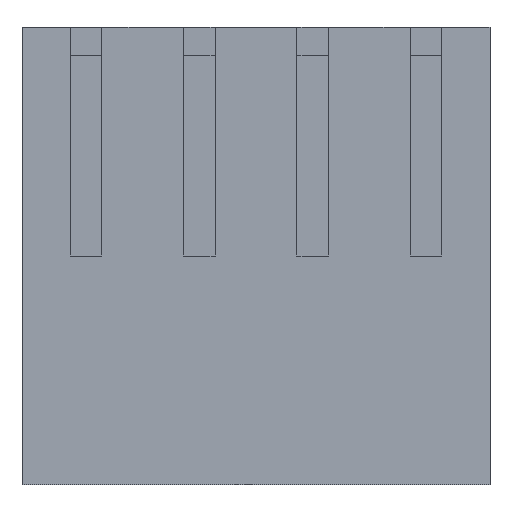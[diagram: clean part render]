
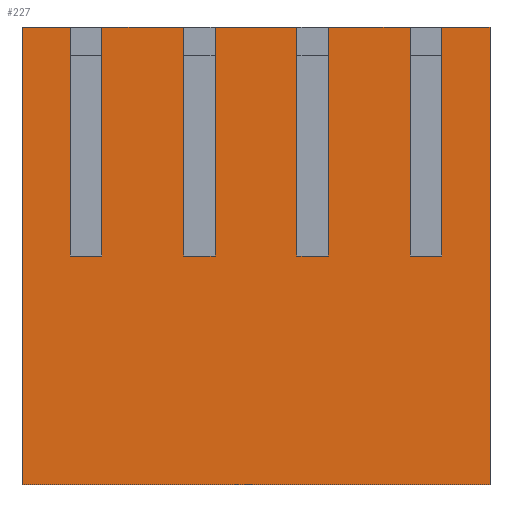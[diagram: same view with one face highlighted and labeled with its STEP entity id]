
A CAD part, front view. The second image highlights one B-rep face of the part: STEP entity #227.
In plain terms, the highlighted planar face has unit normal (0, -1, 0).
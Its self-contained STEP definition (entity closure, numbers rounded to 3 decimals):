
#227 = ADVANCED_FACE( '', ( #534 ), #535, .F. );
#534 = FACE_OUTER_BOUND( '', #932, .T. );
#535 = PLANE( '', #933 );
#932 = EDGE_LOOP( '', ( #1469, #1470, #1471, #1472, #1473, #1474, #1475, #1476, #1477, #1478, #1479, #1480, #1481, #1482, #1483, #1484, #1485, #1486, #1487, #1488 ) );
#933 = AXIS2_PLACEMENT_3D( '', #1489, #1490, #1491 );
#1469 = ORIENTED_EDGE( '', *, *, #2580, .F. );
#1470 = ORIENTED_EDGE( '', *, *, #2581, .T. );
#1471 = ORIENTED_EDGE( '', *, *, #2582, .T. );
#1472 = ORIENTED_EDGE( '', *, *, #2583, .T. );
#1473 = ORIENTED_EDGE( '', *, *, #2584, .F. );
#1474 = ORIENTED_EDGE( '', *, *, #2585, .F. );
#1475 = ORIENTED_EDGE( '', *, *, #2586, .T. );
#1476 = ORIENTED_EDGE( '', *, *, #2587, .F. );
#1477 = ORIENTED_EDGE( '', *, *, #2588, .F. );
#1478 = ORIENTED_EDGE( '', *, *, #2589, .T. );
#1479 = ORIENTED_EDGE( '', *, *, #2590, .T. );
#1480 = ORIENTED_EDGE( '', *, *, #2591, .F. );
#1481 = ORIENTED_EDGE( '', *, *, #2592, .F. );
#1482 = ORIENTED_EDGE( '', *, *, #2593, .T. );
#1483 = ORIENTED_EDGE( '', *, *, #2594, .T. );
#1484 = ORIENTED_EDGE( '', *, *, #2491, .F. );
#1485 = ORIENTED_EDGE( '', *, *, #2595, .F. );
#1486 = ORIENTED_EDGE( '', *, *, #2503, .T. );
#1487 = ORIENTED_EDGE( '', *, *, #2596, .T. );
#1488 = ORIENTED_EDGE( '', *, *, #2486, .F. );
#1489 = CARTESIAN_POINT( '', ( 8.175, -3.15, 9.35 ) );
#1490 = DIRECTION( '', ( 0., 1., 0. ) );
#1491 = DIRECTION( '', ( 0., 0., 1. ) );
#2486 = EDGE_CURVE( '', #3003, #2996, #3005, .T. );
#2491 = EDGE_CURVE( '', #3011, #3007, #3013, .T. );
#2503 = EDGE_CURVE( '', #3033, #3031, #3034, .T. );
#2580 = EDGE_CURVE( '', #3161, #3003, #3162, .T. );
#2581 = EDGE_CURVE( '', #3161, #3163, #3164, .T. );
#2582 = EDGE_CURVE( '', #3163, #3165, #3166, .T. );
#2583 = EDGE_CURVE( '', #3165, #3167, #3168, .T. );
#2584 = EDGE_CURVE( '', #3169, #3167, #3170, .T. );
#2585 = EDGE_CURVE( '', #3171, #3169, #3172, .T. );
#2586 = EDGE_CURVE( '', #3171, #3173, #3174, .T. );
#2587 = EDGE_CURVE( '', #3175, #3173, #3176, .T. );
#2588 = EDGE_CURVE( '', #3177, #3175, #3178, .T. );
#2589 = EDGE_CURVE( '', #3177, #3179, #3180, .T. );
#2590 = EDGE_CURVE( '', #3179, #3181, #3182, .T. );
#2591 = EDGE_CURVE( '', #3183, #3181, #3184, .T. );
#2592 = EDGE_CURVE( '', #3185, #3183, #3186, .T. );
#2593 = EDGE_CURVE( '', #3185, #3187, #3188, .T. );
#2594 = EDGE_CURVE( '', #3187, #3007, #3189, .T. );
#2595 = EDGE_CURVE( '', #3033, #3011, #3190, .T. );
#2596 = EDGE_CURVE( '', #3031, #2996, #3191, .T. );
#2996 = VERTEX_POINT( '', #3738 );
#3003 = VERTEX_POINT( '', #3748 );
#3005 = LINE( '', #3751, #3752 );
#3007 = VERTEX_POINT( '', #3754 );
#3011 = VERTEX_POINT( '', #3760 );
#3013 = LINE( '', #3763, #3764 );
#3031 = VERTEX_POINT( '', #3789 );
#3033 = VERTEX_POINT( '', #3792 );
#3034 = LINE( '', #3793, #3794 );
#3161 = VERTEX_POINT( '', #3980 );
#3162 = LINE( '', #3981, #3982 );
#3163 = VERTEX_POINT( '', #3983 );
#3164 = LINE( '', #3984, #3985 );
#3165 = VERTEX_POINT( '', #3986 );
#3166 = LINE( '', #3987, #3988 );
#3167 = VERTEX_POINT( '', #3989 );
#3168 = LINE( '', #3990, #3991 );
#3169 = VERTEX_POINT( '', #3992 );
#3170 = LINE( '', #3993, #3994 );
#3171 = VERTEX_POINT( '', #3995 );
#3172 = LINE( '', #3996, #3997 );
#3173 = VERTEX_POINT( '', #3998 );
#3174 = LINE( '', #3999, #4000 );
#3175 = VERTEX_POINT( '', #4001 );
#3176 = LINE( '', #4002, #4003 );
#3177 = VERTEX_POINT( '', #4004 );
#3178 = LINE( '', #4005, #4006 );
#3179 = VERTEX_POINT( '', #4007 );
#3180 = LINE( '', #4008, #4009 );
#3181 = VERTEX_POINT( '', #4010 );
#3182 = LINE( '', #4011, #4012 );
#3183 = VERTEX_POINT( '', #4013 );
#3184 = LINE( '', #4014, #4015 );
#3185 = VERTEX_POINT( '', #4016 );
#3186 = LINE( '', #4017, #4018 );
#3187 = VERTEX_POINT( '', #4019 );
#3188 = LINE( '', #4020, #4021 );
#3189 = LINE( '', #4022, #4023 );
#3190 = LINE( '', #4024, #4025 );
#3191 = LINE( '', #4026, #4027 );
#3738 = CARTESIAN_POINT( '', ( -5.39, -3.15, 9.35 ) );
#3748 = CARTESIAN_POINT( '', ( -5.39, -3.15, 1.35 ) );
#3751 = CARTESIAN_POINT( '', ( -5.39, -3.15, 1.35 ) );
#3752 = VECTOR( '', #4722, 1000. );
#3754 = CARTESIAN_POINT( '', ( -1.43, -3.15, 9.35 ) );
#3760 = CARTESIAN_POINT( '', ( -1.43, -3.15, 1.35 ) );
#3763 = CARTESIAN_POINT( '', ( -1.43, -3.15, 1.35 ) );
#3764 = VECTOR( '', #4726, 1000. );
#3789 = CARTESIAN_POINT( '', ( -2.53, -3.15, 9.35 ) );
#3792 = CARTESIAN_POINT( '', ( -2.53, -3.15, 1.35 ) );
#3793 = CARTESIAN_POINT( '', ( -2.53, -3.15, 1.35 ) );
#3794 = VECTOR( '', #4735, 1000. );
#3980 = CARTESIAN_POINT( '', ( -6.49, -3.15, 1.35 ) );
#3981 = CARTESIAN_POINT( '', ( -6.49, -3.15, 1.35 ) );
#3982 = VECTOR( '', #4795, 1000. );
#3983 = CARTESIAN_POINT( '', ( -6.49, -3.15, 9.35 ) );
#3984 = CARTESIAN_POINT( '', ( -6.49, -3.15, 1.35 ) );
#3985 = VECTOR( '', #4796, 1000. );
#3986 = CARTESIAN_POINT( '', ( -8.175, -3.15, 9.35 ) );
#3987 = CARTESIAN_POINT( '', ( 8.175, -3.15, 9.35 ) );
#3988 = VECTOR( '', #4797, 1000. );
#3989 = CARTESIAN_POINT( '', ( -8.175, -3.15, -6.65 ) );
#3990 = CARTESIAN_POINT( '', ( -8.175, -3.15, 9.35 ) );
#3991 = VECTOR( '', #4798, 1000. );
#3992 = CARTESIAN_POINT( '', ( 8.175, -3.15, -6.65 ) );
#3993 = CARTESIAN_POINT( '', ( 8.175, -3.15, -6.65 ) );
#3994 = VECTOR( '', #4799, 1000. );
#3995 = CARTESIAN_POINT( '', ( 8.175, -3.15, 9.35 ) );
#3996 = CARTESIAN_POINT( '', ( 8.175, -3.15, 9.35 ) );
#3997 = VECTOR( '', #4800, 1000. );
#3998 = CARTESIAN_POINT( '', ( 6.49, -3.15, 9.35 ) );
#3999 = CARTESIAN_POINT( '', ( 8.175, -3.15, 9.35 ) );
#4000 = VECTOR( '', #4801, 1000. );
#4001 = CARTESIAN_POINT( '', ( 6.49, -3.15, 1.35 ) );
#4002 = CARTESIAN_POINT( '', ( 6.49, -3.15, 1.35 ) );
#4003 = VECTOR( '', #4802, 1000. );
#4004 = CARTESIAN_POINT( '', ( 5.39, -3.15, 1.35 ) );
#4005 = CARTESIAN_POINT( '', ( 5.39, -3.15, 1.35 ) );
#4006 = VECTOR( '', #4803, 1000. );
#4007 = CARTESIAN_POINT( '', ( 5.39, -3.15, 9.35 ) );
#4008 = CARTESIAN_POINT( '', ( 5.39, -3.15, 1.35 ) );
#4009 = VECTOR( '', #4804, 1000. );
#4010 = CARTESIAN_POINT( '', ( 2.53, -3.15, 9.35 ) );
#4011 = CARTESIAN_POINT( '', ( 8.175, -3.15, 9.35 ) );
#4012 = VECTOR( '', #4805, 1000. );
#4013 = CARTESIAN_POINT( '', ( 2.53, -3.15, 1.35 ) );
#4014 = CARTESIAN_POINT( '', ( 2.53, -3.15, 1.35 ) );
#4015 = VECTOR( '', #4806, 1000. );
#4016 = CARTESIAN_POINT( '', ( 1.43, -3.15, 1.35 ) );
#4017 = CARTESIAN_POINT( '', ( 1.43, -3.15, 1.35 ) );
#4018 = VECTOR( '', #4807, 1000. );
#4019 = CARTESIAN_POINT( '', ( 1.43, -3.15, 9.35 ) );
#4020 = CARTESIAN_POINT( '', ( 1.43, -3.15, 1.35 ) );
#4021 = VECTOR( '', #4808, 1000. );
#4022 = CARTESIAN_POINT( '', ( 8.175, -3.15, 9.35 ) );
#4023 = VECTOR( '', #4809, 1000. );
#4024 = CARTESIAN_POINT( '', ( -2.53, -3.15, 1.35 ) );
#4025 = VECTOR( '', #4810, 1000. );
#4026 = CARTESIAN_POINT( '', ( 8.175, -3.15, 9.35 ) );
#4027 = VECTOR( '', #4811, 1000. );
#4722 = DIRECTION( '', ( 0., 0., 1. ) );
#4726 = DIRECTION( '', ( 0., 0., 1. ) );
#4735 = DIRECTION( '', ( 0., 0., 1. ) );
#4795 = DIRECTION( '', ( 1., 0., 0. ) );
#4796 = DIRECTION( '', ( 0., 0., 1. ) );
#4797 = DIRECTION( '', ( -1., 0., 0. ) );
#4798 = DIRECTION( '', ( 0., 0., -1. ) );
#4799 = DIRECTION( '', ( -1., 0., 0. ) );
#4800 = DIRECTION( '', ( 0., 0., -1. ) );
#4801 = DIRECTION( '', ( -1., 0., 0. ) );
#4802 = DIRECTION( '', ( 0., 0., 1. ) );
#4803 = DIRECTION( '', ( 1., 0., 0. ) );
#4804 = DIRECTION( '', ( 0., 0., 1. ) );
#4805 = DIRECTION( '', ( -1., 0., 0. ) );
#4806 = DIRECTION( '', ( 0., 0., 1. ) );
#4807 = DIRECTION( '', ( 1., 0., 0. ) );
#4808 = DIRECTION( '', ( 0., 0., 1. ) );
#4809 = DIRECTION( '', ( -1., 0., 0. ) );
#4810 = DIRECTION( '', ( 1., 0., 0. ) );
#4811 = DIRECTION( '', ( -1., 0., 0. ) );
